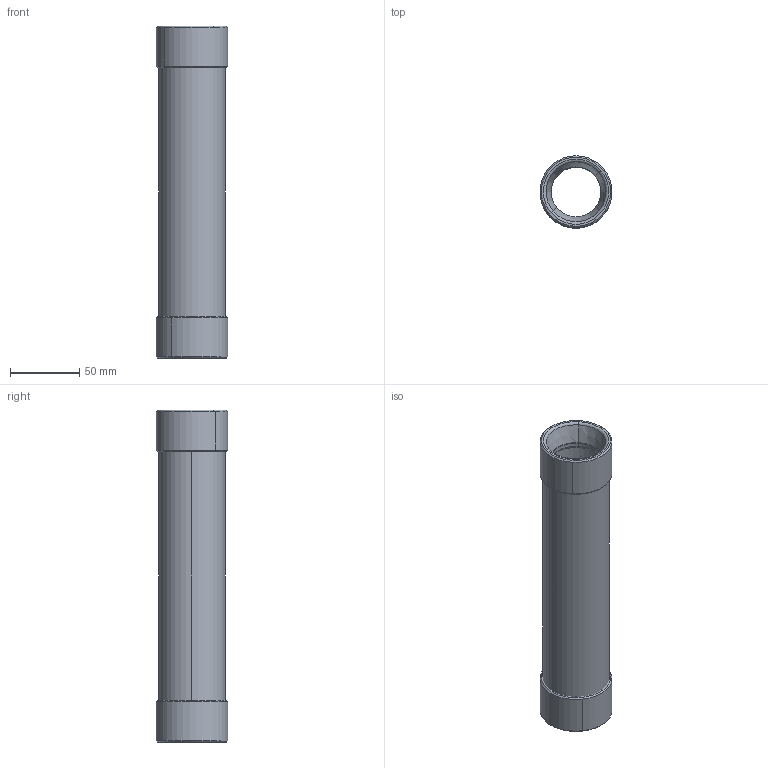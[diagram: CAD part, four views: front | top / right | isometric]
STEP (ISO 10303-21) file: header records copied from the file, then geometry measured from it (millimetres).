
FILE_DESCRIPTION (( 'STEP AP214' ), '1' );
FILE_NAME ('P8224-2.STEP', '2021-08-18T11:21:37', ( '' ), ( '' ), 'SwSTEP 2.0', 'SolidWorks 2019', '' );
FILE_SCHEMA (( 'AUTOMOTIVE_DESIGN' ));
Length unit declared in the file: millimetre
Products named in the file (1): P8224-2
Bounding box: 52 x 52 x 240 mm (x, y, z)
Volume: 88656.3 mm3; surface area: 79215.7 mm2
Topology: 3 solids, 3 shells, 52 faces, 104 edges, 60 vertices
Faces by surface type: cylinder 16, torus 16, cone 12, plane 8
Entity records: 1996 total; most frequent: DIRECTION 286, CARTESIAN_POINT 217, ORIENTED_EDGE 208, AXIS2_PLACEMENT_3D 129, EDGE_CURVE 104, CIRCLE 76, EDGE_LOOP 60, VERTEX_POINT 60
